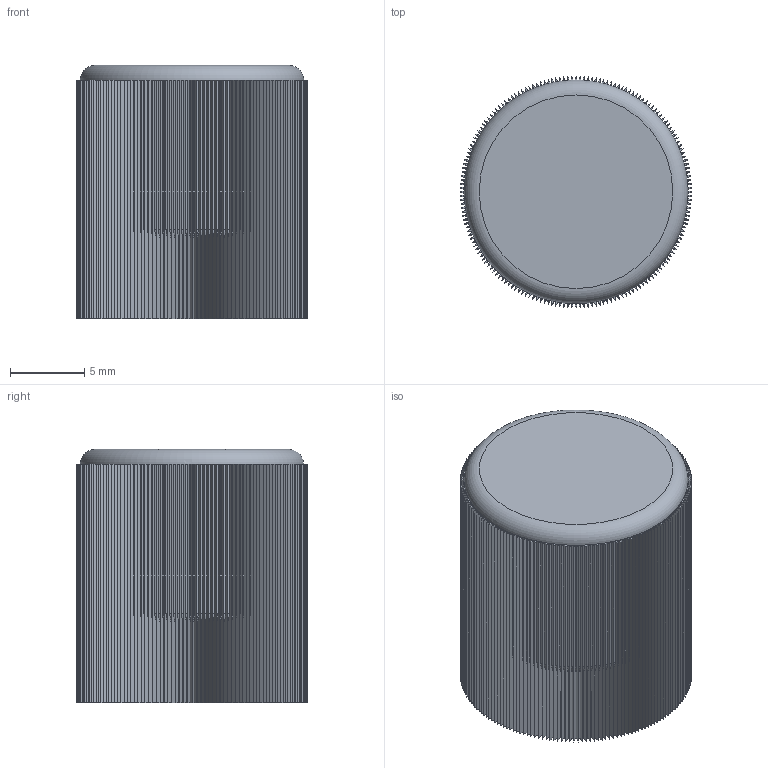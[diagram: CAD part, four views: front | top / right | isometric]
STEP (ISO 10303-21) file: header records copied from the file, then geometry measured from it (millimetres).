
FILE_DESCRIPTION(/* description */ ('STEP AP242'),/* implementation_level */ '2;1');
FILE_NAME(/* name */ 'Knob.step',/* time_stamp */ '2025-06-01T14:22:03-04:00',/* author */ (''),/* organization */ (''),/* preprocessor_version */ 'ST-DEVELOPER v20.1',/* originating_system */ 'Autodesk Translation Framework v14.10.0.0',/* authorisation */ '');
FILE_SCHEMA (('AUTOMOTIVE_DESIGN { 1 0 10303 214 3 1 1 }'));
Length unit declared in the file: metre
Products named in the file (1): 2025-05-31-19-01-36-071
Bounding box: 15.52 x 15.52 x 17 mm (x, y, z)
Volume: 2447.6 mm3; surface area: 2939.2 mm2
Topology: 1 solids, 1 shells, 908 faces, 2352 edges, 1448 vertices
Faces by surface type: plane 545, cylinder 182, torus 181
Full cylindrical faces by diameter (mm): 10 x1
Entity records: 28303 total; most frequent: CARTESIAN_POINT 6509, ORIENTED_EDGE 4704, DIRECTION 4357, EDGE_CURVE 2352, AXIS2_PLACEMENT_3D 1456, VERTEX_POINT 1448, LINE 1445, VECTOR 1445
